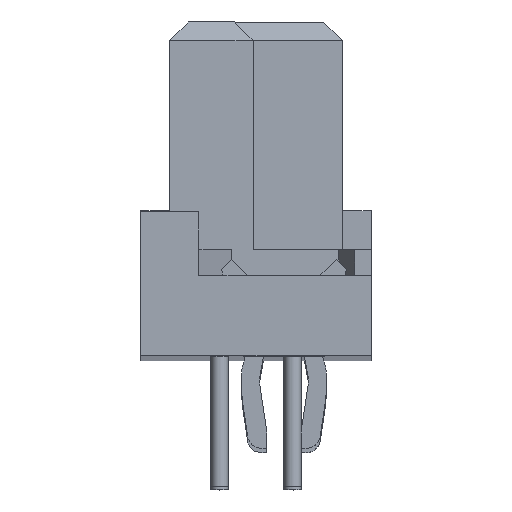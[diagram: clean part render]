
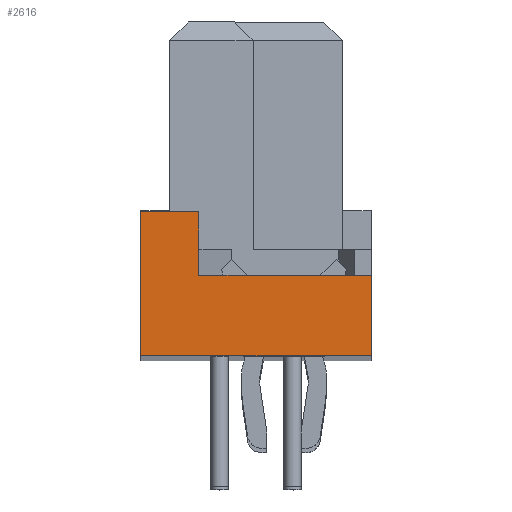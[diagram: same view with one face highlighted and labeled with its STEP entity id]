
A CAD part, top view. The second image highlights one B-rep face of the part: STEP entity #2616.
In plain terms, the highlighted free-form (B-spline) face has degree [1, 1] with [2, 2] control points.
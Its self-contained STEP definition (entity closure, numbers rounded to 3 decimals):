
#1232=CARTESIAN_POINT('V25',(0.,5.0,94.9));
#1233=VERTEX_POINT('V25',#1232);
#1239=CARTESIAN_POINT('V63',(2.02,5.0,
   94.9));
#1240=VERTEX_POINT('V63',#1239);
#1241=CARTESIAN_POINT('E90',(2.02,5.0,
   94.9));
#1242=CARTESIAN_POINT('E90',(0.0,5.0,94.9));
#1243=B_SPLINE_CURVE_WITH_KNOTS('E90',1,(#1241,#1242),
   .POLYLINE_FORM.,.F.,.U.,(2,2),(0.748,1.0),
   .UNSPECIFIED.);
#1244=EDGE_CURVE('E90',#1240,#1233,#1243,.T.);
#1288=CARTESIAN_POINT('V86',(2.02,2.8,
   94.9));
#1289=VERTEX_POINT('V86',#1288);
#1290=CARTESIAN_POINT('E126',(2.02,2.8,
   94.9));
#1291=CARTESIAN_POINT('E126',(2.02,5.0,
   94.9));
#1292=B_SPLINE_CURVE_WITH_KNOTS('E126',1,(#1290,#1291),
   .POLYLINE_FORM.,.F.,.U.,(2,2),(0.0,0.733),
   .UNSPECIFIED.);
#1293=EDGE_CURVE('E126',#1289,#1240,#1292,.T.);
#2428=CARTESIAN_POINT('V90',(8.0,2.8,
   94.9));
#2429=VERTEX_POINT('V90',#2428);
#2435=CARTESIAN_POINT('V3',(8.0,0.0,94.9));
#2436=VERTEX_POINT('V3',#2435);
#2437=CARTESIAN_POINT('E136',(8.0,2.8,
   94.9));
#2438=CARTESIAN_POINT('E136',(8.0,0.0,94.9));
#2439=B_SPLINE_CURVE_WITH_KNOTS('E136',1,(#2437,#2438),
   .POLYLINE_FORM.,.F.,.U.,(2,2),(0.446,1.0),
   .UNSPECIFIED.);
#2440=EDGE_CURVE('E136',#2429,#2436,#2439,.T.);
#2529=CARTESIAN_POINT('E135',(8.0,2.8,
   94.9));
#2530=CARTESIAN_POINT('E135',(2.02,2.8,
   94.9));
#2531=QUASI_UNIFORM_CURVE('E135',1,(#2529,#2530),.POLYLINE_FORM.,.F.,
   .U.);
#2532=EDGE_CURVE('E135',#2429,#1289,#2531,.T.);
#2593=CARTESIAN_POINT('F50',(-0.4,-0.58,
   94.9));
#2594=CARTESIAN_POINT('F50',(8.4,-0.58,
   94.9));
#2595=CARTESIAN_POINT('F50',(-0.4,12.18,
   94.9));
#2596=CARTESIAN_POINT('F50',(8.4,12.18,
   94.9));
#2597=QUASI_UNIFORM_SURFACE('F50',1,1,((#2593,#2595),(#2594,#2596))
,.PLANE_SURF.,.F.,.F.,.U.);
#2598=ORIENTED_EDGE('E135',*,*,#2532,.T.);
#2599=ORIENTED_EDGE('E126',*,*,#1293,.T.);
#2600=ORIENTED_EDGE('E90',*,*,#1244,.T.);
#2601=CARTESIAN_POINT('V4',(0.0,0.0,94.9));
#2602=VERTEX_POINT('V4',#2601);
#2603=CARTESIAN_POINT('E29',(0.0,0.0,94.9));
#2604=CARTESIAN_POINT('E29',(0.,5.0,94.9));
#2605=B_SPLINE_CURVE_WITH_KNOTS('E29',1,(#2603,#2604),
   .POLYLINE_FORM.,.F.,.U.,(2,2),(0.0,0.99),
   .UNSPECIFIED.);
#2606=EDGE_CURVE('E29',#2602,#1233,#2605,.T.);
#2607=ORIENTED_EDGE('E29',*,*,#2606,.F.);
#2608=CARTESIAN_POINT('E3',(8.0,0.0,94.9));
#2609=CARTESIAN_POINT('E3',(0.0,0.0,94.9));
#2610=QUASI_UNIFORM_CURVE('E3',1,(#2608,#2609),.POLYLINE_FORM.,.F.,
   .U.);
#2611=EDGE_CURVE('E3',#2436,#2602,#2610,.T.);
#2612=ORIENTED_EDGE('E3',*,*,#2611,.F.);
#2613=ORIENTED_EDGE('E136',*,*,#2440,.F.);
#2614=EDGE_LOOP('F50',(#2598,#2599,#2600,#2607,#2612,#2613));
#2615=FACE_OUTER_BOUND('F50',#2614,.T.);
#2616=ADVANCED_FACE('F50',(#2615),#2597,.T.);
